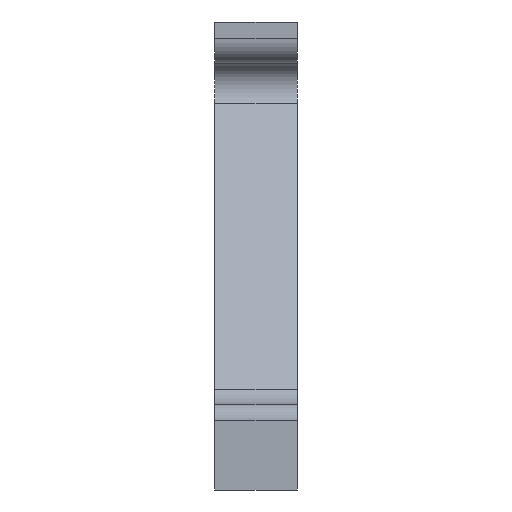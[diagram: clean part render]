
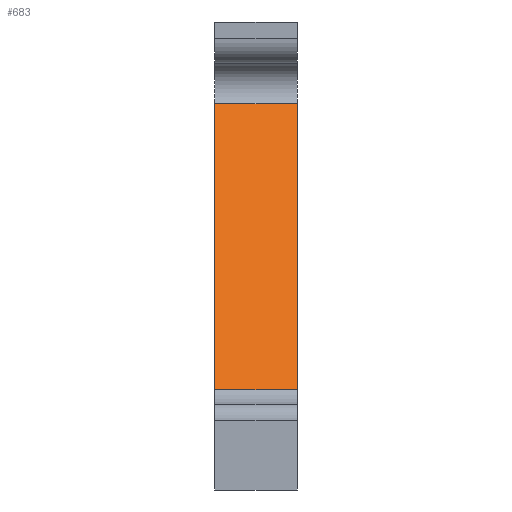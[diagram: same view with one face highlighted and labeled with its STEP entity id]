
A CAD part, front view. The second image highlights one B-rep face of the part: STEP entity #683.
In plain terms, the highlighted planar face has unit normal (0, -0.762, 0.648).
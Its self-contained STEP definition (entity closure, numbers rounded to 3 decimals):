
#51=PLANE('',#761);
#83=FACE_OUTER_BOUND('',#130,.T.);
#130=EDGE_LOOP('',(#620,#621,#622,#623));
#148=LINE('',#998,#208);
#171=LINE('',#1130,#231);
#191=LINE('',#1216,#251);
#192=LINE('',#1218,#252);
#208=VECTOR('',#802,10.);
#231=VECTOR('',#879,10.);
#251=VECTOR('',#943,10.);
#252=VECTOR('',#946,10.);
#301=VERTEX_POINT('',#995);
#302=VERTEX_POINT('',#997);
#343=VERTEX_POINT('',#1127);
#344=VERTEX_POINT('',#1129);
#368=EDGE_CURVE('',#301,#302,#148,.T.);
#417=EDGE_CURVE('',#343,#344,#171,.T.);
#441=EDGE_CURVE('',#343,#302,#191,.T.);
#442=EDGE_CURVE('',#344,#301,#192,.T.);
#620=ORIENTED_EDGE('',*,*,#441,.T.);
#621=ORIENTED_EDGE('',*,*,#368,.F.);
#622=ORIENTED_EDGE('',*,*,#442,.F.);
#623=ORIENTED_EDGE('',*,*,#417,.F.);
#683=ADVANCED_FACE('',(#83),#51,.T.);
#761=AXIS2_PLACEMENT_3D('',#1217,#944,#945);
#802=DIRECTION('',(0.,-0.648,-0.762));
#879=DIRECTION('',(0.,0.648,0.762));
#943=DIRECTION('',(1.,0.,0.));
#944=DIRECTION('center_axis',(0.,-0.762,0.648));
#945=DIRECTION('ref_axis',(0.,-0.648,-0.762));
#946=DIRECTION('',(1.,0.,0.));
#995=CARTESIAN_POINT('',(47.64,7.319,73.239));
#997=CARTESIAN_POINT('',(47.64,-22.31,38.397));
#998=CARTESIAN_POINT('',(47.64,7.319,73.239));
#1127=CARTESIAN_POINT('',(37.64,-22.31,38.397));
#1129=CARTESIAN_POINT('',(37.64,7.319,73.239));
#1130=CARTESIAN_POINT('',(37.64,7.319,73.239));
#1216=CARTESIAN_POINT('',(42.64,-22.31,38.397));
#1217=CARTESIAN_POINT('Origin',(42.64,7.319,73.239));
#1218=CARTESIAN_POINT('',(42.64,7.319,73.239));
